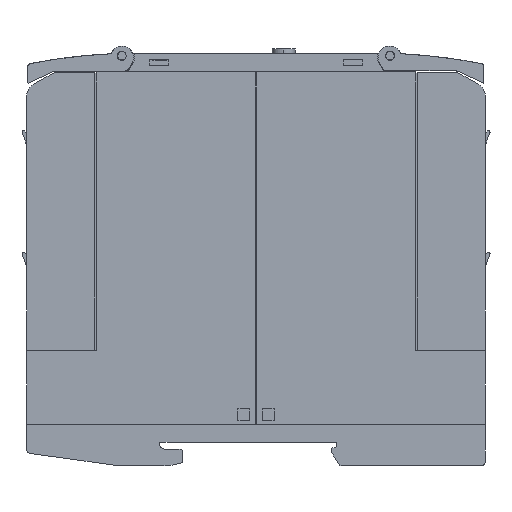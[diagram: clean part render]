
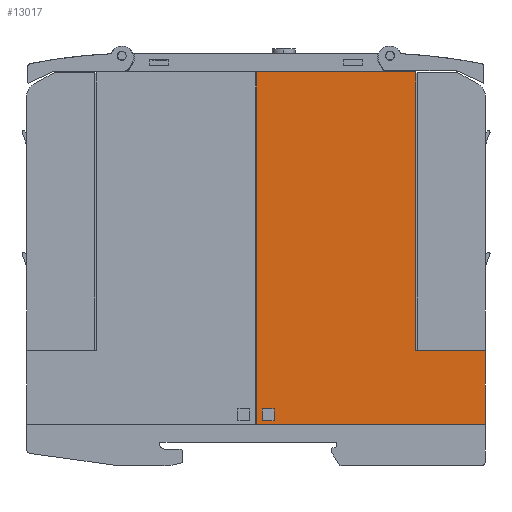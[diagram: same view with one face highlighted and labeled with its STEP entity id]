
A CAD part, left-side view. The second image highlights one B-rep face of the part: STEP entity #13017.
In plain terms, the highlighted planar face has unit normal (-1, 0, 0).
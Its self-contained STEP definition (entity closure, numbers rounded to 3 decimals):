
#13017=ADVANCED_FACE('',(#34210,#34211),#34212,.T.);
#14601=VERTEX_POINT('',#35868);
#14609=VERTEX_POINT('',#35876);
#14613=EDGE_CURVE('',#14601,#14609,#35880,.T.);
#28569=VERTEX_POINT('',#49836);
#28573=VERTEX_POINT('',#49840);
#28575=EDGE_CURVE('',#28573,#28569,#49842,.T.);
#28587=VERTEX_POINT('',#49854);
#28591=EDGE_CURVE('',#28569,#28587,#49858,.T.);
#28607=VERTEX_POINT('',#49874);
#28611=VERTEX_POINT('',#49878);
#28613=EDGE_CURVE('',#28607,#28611,#49880,.T.);
#28629=VERTEX_POINT('',#49896);
#28633=EDGE_CURVE('',#28587,#28629,#49900,.T.);
#28637=EDGE_CURVE('',#28629,#28573,#49904,.T.);
#28639=VERTEX_POINT('',#49906);
#28641=EDGE_CURVE('',#14609,#28639,#49908,.T.);
#28649=VERTEX_POINT('',#49916);
#28651=EDGE_CURVE('',#28649,#14601,#49918,.T.);
#28659=EDGE_CURVE('',#28639,#28611,#49926,.T.);
#28661=EDGE_CURVE('',#28607,#28649,#49928,.T.);
#34210=FACE_OUTER_BOUND('',#55467,.T.);
#34211=FACE_BOUND('',#55468,.T.);
#34212=PLANE('',#55469);
#35868=CARTESIAN_POINT('',(0.0,1.03,25.101));
#35876=CARTESIAN_POINT('',(0.0,16.13,25.101));
#35880=LINE('',#58051,#58052);
#49836=CARTESIAN_POINT('',(0.0,47.03,12.401));
#49840=CARTESIAN_POINT('',(0.0,49.63,12.401));
#49842=LINE('',#80347,#80348);
#49854=CARTESIAN_POINT('',(0.0,47.03,9.801));
#49858=LINE('',#80375,#80376);
#49874=CARTESIAN_POINT('',(0.0,50.93,9.001));
#49878=CARTESIAN_POINT('',(0.0,50.93,85.801));
#49880=LINE('',#80407,#80408);
#49896=CARTESIAN_POINT('',(0.0,49.63,9.801));
#49900=LINE('',#80439,#80440);
#49904=LINE('',#80447,#80448);
#49906=CARTESIAN_POINT('',(0.0,16.13,85.801));
#49908=LINE('',#80453,#80454);
#49916=CARTESIAN_POINT('',(0.0,1.03,9.001));
#49918=LINE('',#80469,#80470);
#49926=LINE('',#80483,#80484);
#49928=LINE('',#80487,#80488);
#55467=EDGE_LOOP('',(#97052,#97053,#97054,#97055,#97056,#97057));
#55468=EDGE_LOOP('',(#97058,#97059,#97060,#97061));
#55469=AXIS2_PLACEMENT_3D('',#97062,#97063,#97064);
#58051=CARTESIAN_POINT('',(0.0,4.78,25.101));
#58052=VECTOR('',#98197,1.0);
#80347=CARTESIAN_POINT('',(0.0,24.68,12.401));
#80348=VECTOR('',#103326,1.0);
#80375=CARTESIAN_POINT('',(0.0,47.03,10.051));
#80376=VECTOR('',#103332,1.0);
#80407=CARTESIAN_POINT('',(0.0,50.93,9.001));
#80408=VECTOR('',#103337,1.0);
#80439=CARTESIAN_POINT('',(0.0,24.68,9.801));
#80440=VECTOR('',#103343,1.0);
#80447=CARTESIAN_POINT('',(0.0,49.63,10.051));
#80448=VECTOR('',#103345,1.0);
#80453=CARTESIAN_POINT('',(0.0,16.13,32.226));
#80454=VECTOR('',#103346,1.0);
#80469=CARTESIAN_POINT('',(0.0,1.03,9.001));
#80470=VECTOR('',#103349,1.0);
#80483=CARTESIAN_POINT('',(0.0,50.93,85.801));
#80484=VECTOR('',#103352,1.0);
#80487=CARTESIAN_POINT('',(0.0,50.93,9.001));
#80488=VECTOR('',#103353,1.0);
#97052=ORIENTED_EDGE('',*,*,#14613,.T.);
#97053=ORIENTED_EDGE('',*,*,#28641,.T.);
#97054=ORIENTED_EDGE('',*,*,#28659,.T.);
#97055=ORIENTED_EDGE('',*,*,#28613,.F.);
#97056=ORIENTED_EDGE('',*,*,#28661,.T.);
#97057=ORIENTED_EDGE('',*,*,#28651,.T.);
#97058=ORIENTED_EDGE('',*,*,#28637,.T.);
#97059=ORIENTED_EDGE('',*,*,#28575,.T.);
#97060=ORIENTED_EDGE('',*,*,#28591,.T.);
#97061=ORIENTED_EDGE('',*,*,#28633,.T.);
#97062=CARTESIAN_POINT('',(0.0,1.03,9.001));
#97063=DIRECTION('',(-1.0,0.0,0.0));
#97064=DIRECTION('',(0.0,1.0,0.0));
#98197=DIRECTION('',(0.0,1.0,0.0));
#103326=DIRECTION('',(0.0,-1.0,0.0));
#103332=DIRECTION('',(0.0,0.0,-1.0));
#103337=DIRECTION('',(0.0,0.0,1.0));
#103343=DIRECTION('',(0.0,1.0,0.0));
#103345=DIRECTION('',(0.0,-0.0,1.0));
#103346=DIRECTION('',(0.0,-0.0,1.0));
#103349=DIRECTION('',(0.0,0.0,1.0));
#103352=DIRECTION('',(0.0,1.0,0.0));
#103353=DIRECTION('',(0.0,-1.0,0.0));
